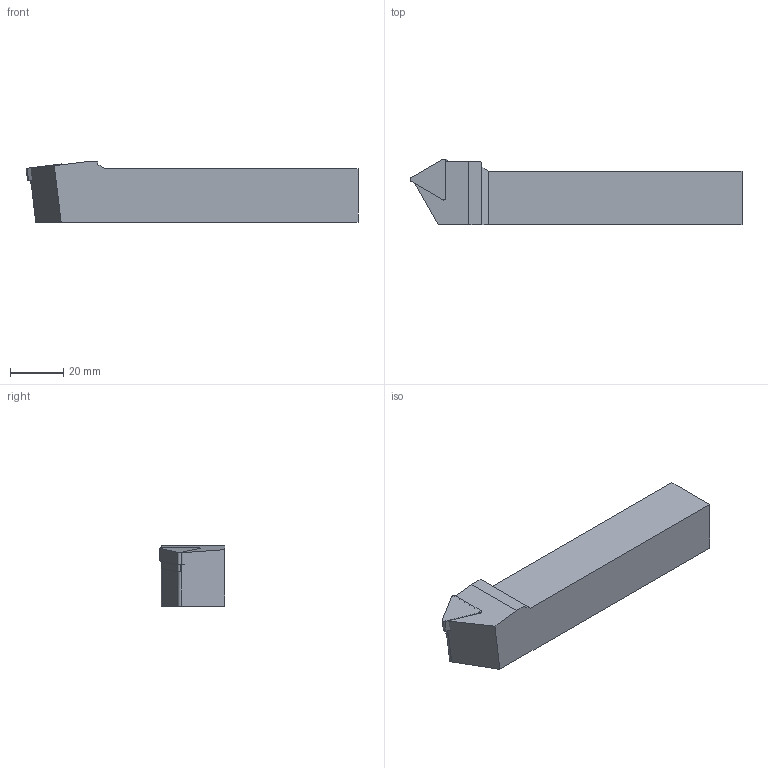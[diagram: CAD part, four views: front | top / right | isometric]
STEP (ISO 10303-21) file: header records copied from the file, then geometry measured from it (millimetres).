
FILE_DESCRIPTION(/* description */ (''),/* implementation_level */ '2;1');
FILE_NAME(/* name */ 'PTTNL-2020-K16.stp',/* time_stamp */ '2023-09-28T20:50:41+03:00',/* author */ (''),/* organization */ (''),/* preprocessor_version */ 'ST-DEVELOPER v19.4',/* originating_system */ 'SIEMENS PLM Software NX2306.3001',/* authorisation */ '');
FILE_SCHEMA (('AUTOMOTIVE_DESIGN { 1 0 10303 214 3 1 1 1 }'));
Length unit declared in the file: millimetre
Products named in the file (1): PTTNR-2020-K16
Bounding box: 124.21 x 24.62 x 22.5 mm (x, y, z)
Volume: 49358.3 mm3; surface area: 11049.5 mm2
Topology: 2 solids, 2 shells, 37 faces, 94 edges, 61 vertices
Faces by surface type: plane 29, cylinder 8
Entity records: 1139 total; most frequent: CARTESIAN_POINT 193, DIRECTION 192, ORIENTED_EDGE 188, EDGE_CURVE 94, LINE 72, VECTOR 72, VERTEX_POINT 61, AXIS2_PLACEMENT_3D 60
